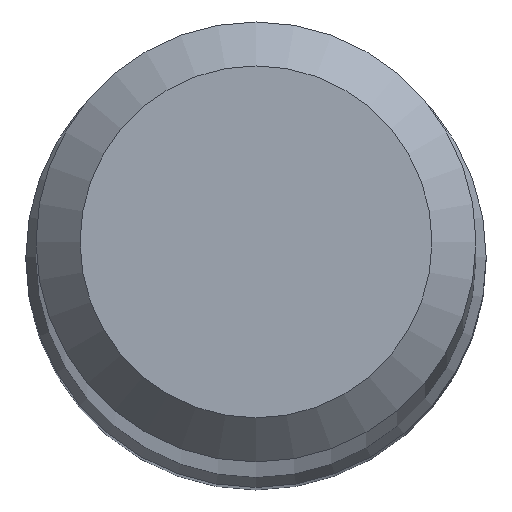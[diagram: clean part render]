
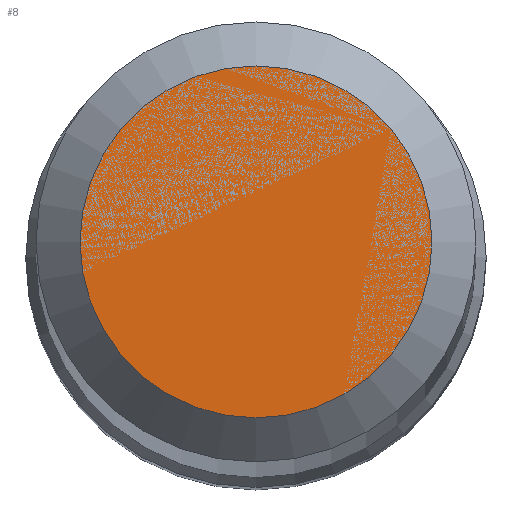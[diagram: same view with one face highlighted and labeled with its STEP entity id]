
A CAD part, top view. The second image highlights one B-rep face of the part: STEP entity #8.
In plain terms, the highlighted planar face has unit normal (0, 0, 1).
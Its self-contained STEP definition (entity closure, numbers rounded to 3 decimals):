
#1 = DIRECTION ( 'NONE',  ( 0., 0., -1. ) ) ;
#8 = ADVANCED_FACE ( 'NONE', ( #46 ), #183, .F. ) ;
#44 = EDGE_CURVE ( 'NONE', #148, #148, #247, .T. ) ;
#46 = FACE_OUTER_BOUND ( 'NONE', #201, .T. ) ;
#92 = DIRECTION ( 'NONE',  ( 0., 1., 0. ) ) ;
#104 = AXIS2_PLACEMENT_3D ( 'NONE', #121, #1, #92 ) ;
#120 = DIRECTION ( 'NONE',  ( 0., 0., -1. ) ) ;
#121 = CARTESIAN_POINT ( 'NONE',  ( 0., 0., 70. ) ) ;
#143 = CARTESIAN_POINT ( 'NONE',  ( 0., 0., 70. ) ) ;
#148 = VERTEX_POINT ( 'NONE', #259 ) ;
#183 = PLANE ( 'NONE',  #194 ) ;
#194 = AXIS2_PLACEMENT_3D ( 'NONE', #143, #120, #252 ) ;
#201 = EDGE_LOOP ( 'NONE', ( #222 ) ) ;
#222 = ORIENTED_EDGE ( 'NONE', *, *, #44, .F. ) ;
#247 = CIRCLE ( 'NONE', #104, 1.2 ) ;
#252 = DIRECTION ( 'NONE',  ( 0., 1., 0. ) ) ;
#259 = CARTESIAN_POINT ( 'NONE',  ( 0., 1.2, 70. ) ) ;
